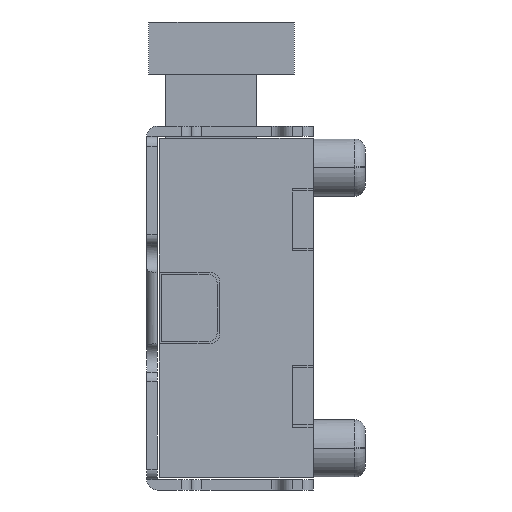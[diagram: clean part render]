
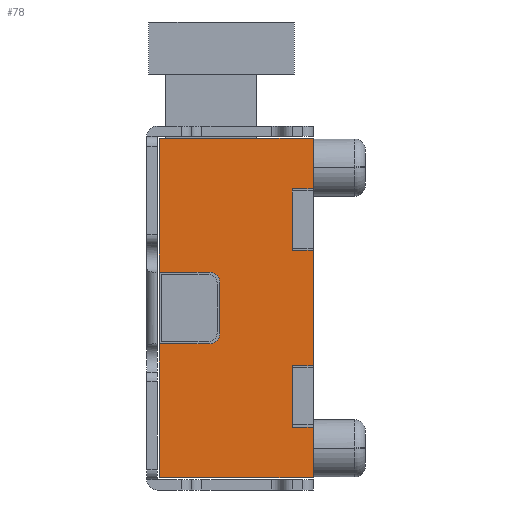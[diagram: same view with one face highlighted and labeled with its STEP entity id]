
A CAD part, left-side view. The second image highlights one B-rep face of the part: STEP entity #78.
In plain terms, the highlighted planar face has unit normal (-1, 0, 0).
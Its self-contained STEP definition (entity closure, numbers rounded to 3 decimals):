
#78=ADVANCED_FACE('',(#753),#754,.T.);
#753=FACE_OUTER_BOUND('',#2099,.T.);
#754=PLANE('',#2100);
#2099=EDGE_LOOP('',(#3563,#3564,#3565,#3566,#3567,#3568,#3569,#3570,#3571,#3572,#3573,#3574,#3575,#3576,#3577,#3578,#3579,#3580,#3581,#3582,#3583,#3584));
#2100=AXIS2_PLACEMENT_3D('',#3585,#3586,#3587);
#3563=ORIENTED_EDGE('',*,*,#9179,.T.);
#3564=ORIENTED_EDGE('',*,*,#9184,.F.);
#3565=ORIENTED_EDGE('',*,*,#9185,.T.);
#3566=ORIENTED_EDGE('',*,*,#9186,.T.);
#3567=ORIENTED_EDGE('',*,*,#9187,.T.);
#3568=ORIENTED_EDGE('',*,*,#9188,.T.);
#3569=ORIENTED_EDGE('',*,*,#9189,.T.);
#3570=ORIENTED_EDGE('',*,*,#9190,.T.);
#3571=ORIENTED_EDGE('',*,*,#9191,.T.);
#3572=ORIENTED_EDGE('',*,*,#9192,.T.);
#3573=ORIENTED_EDGE('',*,*,#9193,.T.);
#3574=ORIENTED_EDGE('',*,*,#9194,.F.);
#3575=ORIENTED_EDGE('',*,*,#9195,.T.);
#3576=ORIENTED_EDGE('',*,*,#9196,.T.);
#3577=ORIENTED_EDGE('',*,*,#9164,.F.);
#3578=ORIENTED_EDGE('',*,*,#9150,.T.);
#3579=ORIENTED_EDGE('',*,*,#9160,.T.);
#3580=ORIENTED_EDGE('',*,*,#9197,.F.);
#3581=ORIENTED_EDGE('',*,*,#9198,.T.);
#3582=ORIENTED_EDGE('',*,*,#9199,.T.);
#3583=ORIENTED_EDGE('',*,*,#9183,.T.);
#3584=ORIENTED_EDGE('',*,*,#9144,.F.);
#3585=CARTESIAN_POINT('',(-2.35,0.0,-1.75));
#3586=DIRECTION('',(-1.0,0.0,0.0));
#3587=DIRECTION('',(0.0,0.0,1.0));
#9144=EDGE_CURVE('',#11046,#11047,#11048,.T.);
#9150=EDGE_CURVE('',#11059,#11057,#11060,.T.);
#9160=EDGE_CURVE('',#11057,#11076,#11078,.T.);
#9164=EDGE_CURVE('',#11059,#11071,#11084,.T.);
#9179=EDGE_CURVE('',#11046,#11108,#11110,.T.);
#9183=EDGE_CURVE('',#11103,#11047,#11116,.T.);
#9184=EDGE_CURVE('',#11117,#11108,#11118,.T.);
#9185=EDGE_CURVE('',#11117,#11119,#11120,.T.);
#9186=EDGE_CURVE('',#11119,#11121,#11122,.T.);
#9187=EDGE_CURVE('',#11121,#11123,#11124,.T.);
#9188=EDGE_CURVE('',#11123,#11125,#11126,.T.);
#9189=EDGE_CURVE('',#11125,#11127,#11128,.T.);
#9190=EDGE_CURVE('',#11127,#11129,#11130,.T.);
#9191=EDGE_CURVE('',#11129,#11131,#11132,.T.);
#9192=EDGE_CURVE('',#11131,#11133,#11134,.T.);
#9193=EDGE_CURVE('',#11133,#11135,#11136,.T.);
#9194=EDGE_CURVE('',#11137,#11135,#11138,.T.);
#9195=EDGE_CURVE('',#11137,#11139,#11140,.T.);
#9196=EDGE_CURVE('',#11139,#11071,#11141,.T.);
#9197=EDGE_CURVE('',#11142,#11076,#11143,.T.);
#9198=EDGE_CURVE('',#11142,#11144,#11145,.T.);
#9199=EDGE_CURVE('',#11144,#11103,#11146,.T.);
#11046=VERTEX_POINT('',#14158);
#11047=VERTEX_POINT('',#14159);
#11048=LINE('',#14160,#14161);
#11057=VERTEX_POINT('',#14174);
#11059=VERTEX_POINT('',#14177);
#11060=LINE('',#14178,#14179);
#11071=VERTEX_POINT('',#14195);
#11076=VERTEX_POINT('',#14202);
#11078=LINE('',#14205,#14206);
#11084=LINE('',#14215,#14216);
#11103=VERTEX_POINT('',#14246);
#11108=VERTEX_POINT('',#14253);
#11110=LINE('',#14256,#14257);
#11116=LINE('',#14266,#14267);
#11117=VERTEX_POINT('',#14268);
#11118=LINE('',#14269,#14270);
#11119=VERTEX_POINT('',#14271);
#11120=LINE('',#14272,#14273);
#11121=VERTEX_POINT('',#14274);
#11122=LINE('',#14275,#14276);
#11123=VERTEX_POINT('',#14277);
#11124=LINE('',#14278,#14279);
#11125=VERTEX_POINT('',#14280);
#11126=LINE('',#14281,#14282);
#11127=VERTEX_POINT('',#14283);
#11128=CIRCLE('',#14284,0.1);
#11129=VERTEX_POINT('',#14285);
#11130=LINE('',#14286,#14287);
#11131=VERTEX_POINT('',#14288);
#11132=CIRCLE('',#14289,0.1);
#11133=VERTEX_POINT('',#14290);
#11134=LINE('',#14291,#14292);
#11135=VERTEX_POINT('',#14293);
#11136=LINE('',#14294,#14295);
#11137=VERTEX_POINT('',#14296);
#11138=LINE('',#14297,#14298);
#11139=VERTEX_POINT('',#14299);
#11140=LINE('',#14300,#14301);
#11141=LINE('',#14302,#14303);
#11142=VERTEX_POINT('',#14304);
#11143=LINE('',#14305,#14306);
#11144=VERTEX_POINT('',#14307);
#11145=LINE('',#14308,#14309);
#11146=LINE('',#14310,#14311);
#14158=CARTESIAN_POINT('',(-2.35,0.2,1.125));
#14159=CARTESIAN_POINT('',(-2.35,0.2,0.575));
#14160=CARTESIAN_POINT('',(-2.35,0.2,1.125));
#14161=VECTOR('',#18926,0.55);
#14174=CARTESIAN_POINT('',(-2.35,0.2,-0.575));
#14177=CARTESIAN_POINT('',(-2.35,0.2,-1.125));
#14178=CARTESIAN_POINT('',(-2.35,0.2,-1.125));
#14179=VECTOR('',#18932,0.55);
#14195=CARTESIAN_POINT('',(-2.35,0.2,-1.145));
#14202=CARTESIAN_POINT('',(-2.35,0.2,-0.555));
#14205=CARTESIAN_POINT('',(-2.35,0.2,-0.575));
#14206=VECTOR('',#18944,0.02);
#14215=CARTESIAN_POINT('',(-2.35,0.2,-1.125));
#14216=VECTOR('',#18948,0.02);
#14246=CARTESIAN_POINT('',(-2.35,0.2,0.555));
#14253=CARTESIAN_POINT('',(-2.35,0.2,1.145));
#14256=CARTESIAN_POINT('',(-2.35,0.2,1.125));
#14257=VECTOR('',#18963,0.02);
#14266=CARTESIAN_POINT('',(-2.35,0.2,0.555));
#14267=VECTOR('',#18967,0.02);
#14268=CARTESIAN_POINT('',(-2.35,0.0,1.145));
#14269=CARTESIAN_POINT('',(-2.35,0.0,1.145));
#14270=VECTOR('',#18968,0.2);
#14271=CARTESIAN_POINT('',(-2.35,0.0,1.63));
#14272=CARTESIAN_POINT('',(-2.35,0.0,1.145));
#14273=VECTOR('',#18969,0.485);
#14274=CARTESIAN_POINT('',(-2.35,1.48,1.63));
#14275=CARTESIAN_POINT('',(-2.35,0.0,1.63));
#14276=VECTOR('',#18970,1.48);
#14277=CARTESIAN_POINT('',(-2.35,1.48,0.345));
#14278=CARTESIAN_POINT('',(-2.35,1.48,1.63));
#14279=VECTOR('',#18971,1.285);
#14280=CARTESIAN_POINT('',(-2.35,1.,0.345));
#14281=CARTESIAN_POINT('',(-2.35,1.48,0.345));
#14282=VECTOR('',#18972,0.48);
#14283=CARTESIAN_POINT('',(-2.35,0.9,0.245));
#14284=AXIS2_PLACEMENT_3D('',#18973,#18974,#18975);
#14285=CARTESIAN_POINT('',(-2.35,0.9,-0.245));
#14286=CARTESIAN_POINT('',(-2.35,0.9,0.245));
#14287=VECTOR('',#18976,0.491);
#14288=CARTESIAN_POINT('',(-2.35,1.,-0.345));
#14289=AXIS2_PLACEMENT_3D('',#18977,#18978,#18979);
#14290=CARTESIAN_POINT('',(-2.35,1.48,-0.345));
#14291=CARTESIAN_POINT('',(-2.35,1.,-0.345));
#14292=VECTOR('',#18980,0.48);
#14293=CARTESIAN_POINT('',(-2.35,1.48,-1.63));
#14294=CARTESIAN_POINT('',(-2.35,1.48,-0.345));
#14295=VECTOR('',#18981,1.285);
#14296=CARTESIAN_POINT('',(-2.35,0.0,-1.63));
#14297=CARTESIAN_POINT('',(-2.35,0.0,-1.63));
#14298=VECTOR('',#18982,1.48);
#14299=CARTESIAN_POINT('',(-2.35,0.0,-1.145));
#14300=CARTESIAN_POINT('',(-2.35,0.0,-1.63));
#14301=VECTOR('',#18983,0.485);
#14302=CARTESIAN_POINT('',(-2.35,0.0,-1.145));
#14303=VECTOR('',#18984,0.2);
#14304=CARTESIAN_POINT('',(-2.35,0.0,-0.555));
#14305=CARTESIAN_POINT('',(-2.35,0.0,-0.555));
#14306=VECTOR('',#18985,0.2);
#14307=CARTESIAN_POINT('',(-2.35,0.0,0.555));
#14308=CARTESIAN_POINT('',(-2.35,0.0,-0.555));
#14309=VECTOR('',#18986,1.11);
#14310=CARTESIAN_POINT('',(-2.35,0.0,0.555));
#14311=VECTOR('',#18987,0.2);
#18926=DIRECTION('',(0.0,0.0,-1.0));
#18932=DIRECTION('',(0.0,0.0,1.0));
#18944=DIRECTION('',(0.0,0.0,1.0));
#18948=DIRECTION('',(0.0,0.0,-1.0));
#18963=DIRECTION('',(0.,0.0,1.0));
#18967=DIRECTION('',(0.0,0.0,1.0));
#18968=DIRECTION('',(0.0,1.0,0.0));
#18969=DIRECTION('',(0.0,0.0,1.0));
#18970=DIRECTION('',(0.0,1.0,0.0));
#18971=DIRECTION('',(0.0,0.0,-1.0));
#18972=DIRECTION('',(0.0,-1.0,0.0));
#18973=CARTESIAN_POINT('',(-2.35,1.,0.245));
#18974=DIRECTION('',(1.0,0.0,-0.0));
#18975=DIRECTION('',(0.0,0.0,1.0));
#18976=DIRECTION('',(0.0,0.0,-1.0));
#18977=CARTESIAN_POINT('',(-2.35,1.,-0.245));
#18978=DIRECTION('',(1.0,0.0,0.0));
#18979=DIRECTION('',(0.0,-1.0,0.0));
#18980=DIRECTION('',(0.0,1.0,0.0));
#18981=DIRECTION('',(0.0,0.0,-1.0));
#18982=DIRECTION('',(0.0,1.0,0.0));
#18983=DIRECTION('',(0.0,0.0,1.0));
#18984=DIRECTION('',(0.0,1.0,0.0));
#18985=DIRECTION('',(0.0,1.0,0.0));
#18986=DIRECTION('',(0.0,0.0,1.0));
#18987=DIRECTION('',(0.0,1.0,0.0));
